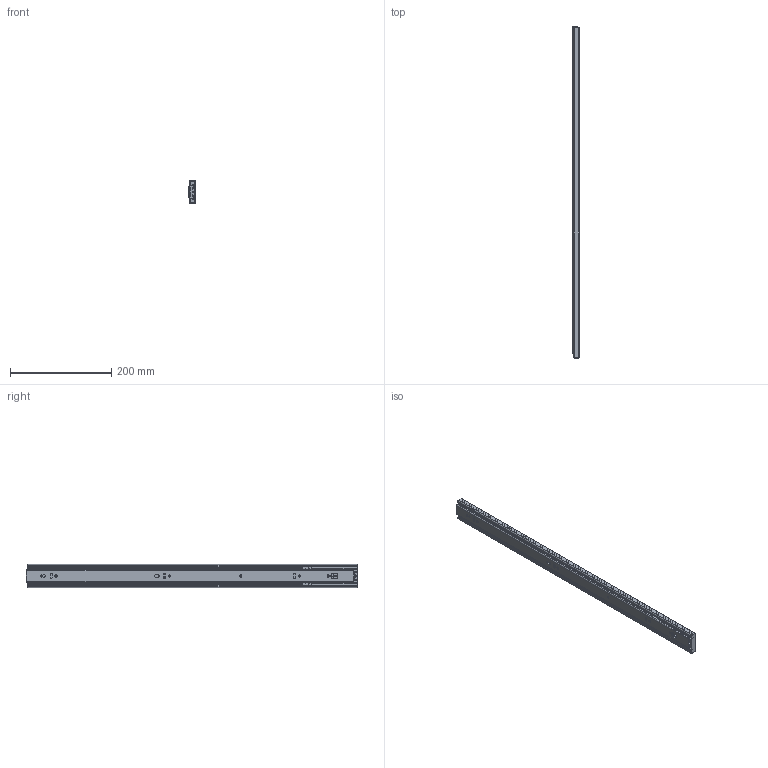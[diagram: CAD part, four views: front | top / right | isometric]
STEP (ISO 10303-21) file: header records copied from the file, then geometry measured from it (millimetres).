
FILE_DESCRIPTION((''),'2;1');
FILE_NAME('ASM0007_ASM','2017-02-12T',('genhom'),(''),'CREO PARAMETRIC BY PTC INC, 2014190','CREO PARAMETRIC BY PTC INC, 2014190','');
FILE_SCHEMA(('CONFIG_CONTROL_DESIGN'));
Length unit declared in the file: millimetre
Products named in the file (14): PRT0021; PRT0002; PRT0001; ASM0001_ASM; PLASCTI; BALL1; PLACTICCAGE_ASM; PRT0020; CAGE; BALL; BALLCAGE_ASM; 45_STOPER; PRT0019; ASM0007_ASM
Assembly tree (26 placements, depth 3):
  ASM0007_ASM
    PRT0021
    ASM0001_ASM
      PRT0002
      PRT0001
    PLACTICCAGE_ASM  x2
      PLASCTI
      BALL1
    PRT0020
    BALLCAGE_ASM  x7
      CAGE
      BALL
    45_STOPER
    PRT0019
Bounding box: 12.7 x 654.56 x 45.4 mm (x, y, z)
Volume: 150149 mm3; surface area: 240082.4 mm2
Topology: 17 solids, 53 shells, 1523 faces, 4453 edges, 2879 vertices
Faces by surface type: plane 792, cylinder 585, torus 74, sphere 72
Entity records: 26152 total; most frequent: CARTESIAN_POINT 5042, ORIENTED_EDGE 4402, DIRECTION 4360, EDGE_CURVE 2201, VECTOR 1476, LINE 1476, VERTEX_POINT 1451, AXIS2_PLACEMENT_3D 1442
